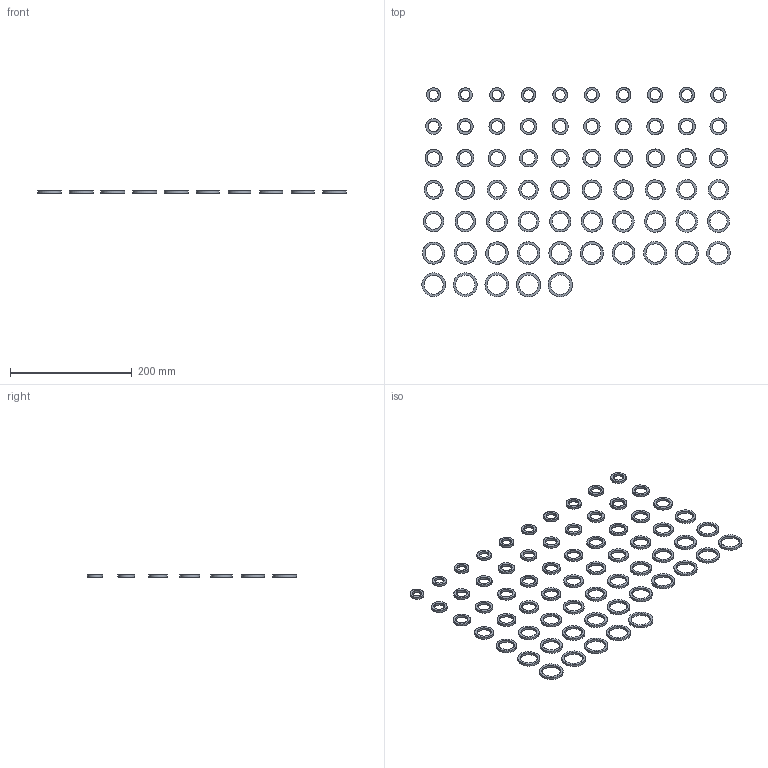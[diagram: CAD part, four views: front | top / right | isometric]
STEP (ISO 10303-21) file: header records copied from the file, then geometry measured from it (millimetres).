
FILE_DESCRIPTION(('FreeCAD Model'),'2;1');
FILE_NAME('Open CASCADE Shape Model','2025-04-27T17:04:24',('FreeCAD'),( 'FreeCAD'),'Open CASCADE STEP processor 7.6','FreeCAD','Unknown');
FILE_SCHEMA(('AUTOMOTIVE_DESIGN { 1 0 10303 214 1 1 1 1 }'));
Length unit declared in the file: millimetre
Products named in the file (1): Open CASCADE STEP translator 7.6 1
Bounding box: 506.99 x 344.82 x 3.9 mm (x, y, z)
Volume: 86540.3 mm3; surface area: 87693.2 mm2
Topology: 65 solids, 65 shells, 260 faces, 390 edges, 260 vertices
Faces by surface type: bspline 260
Entity records: 8076 total; most frequent: CARTESIAN_POINT 5201, ORIENTED_EDGE 780, FACE_BOUND 390, EDGE_LOOP 390, EDGE_CURVE 390, ADVANCED_FACE 260, VERTEX_POINT 260, B_SPLINE_CURVE_WITH_KNOTS 130
